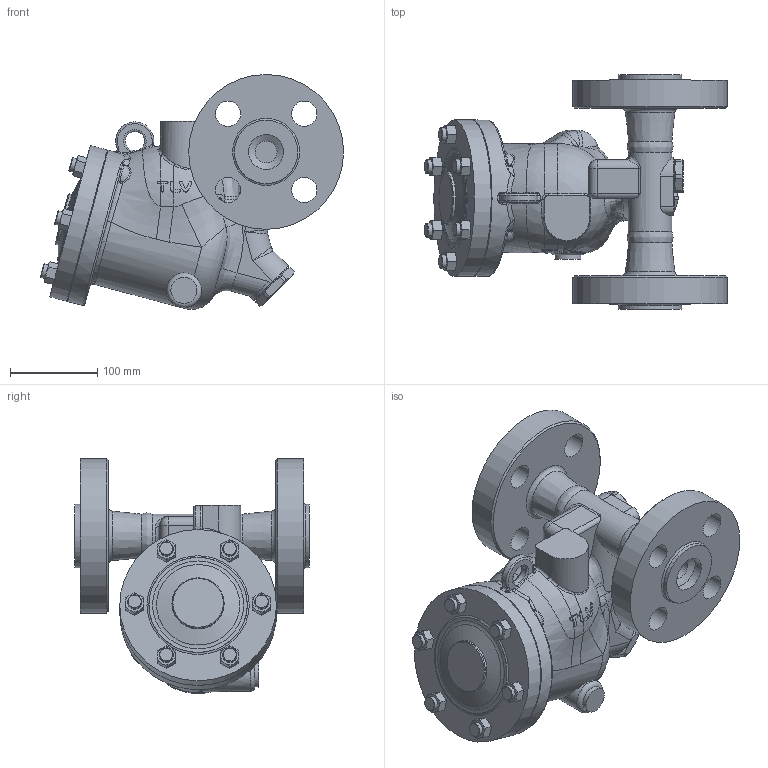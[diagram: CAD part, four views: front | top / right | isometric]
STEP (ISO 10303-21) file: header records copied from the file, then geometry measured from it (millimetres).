
FILE_DESCRIPTION((''),'2;1');
FILE_NAME('sh6nl-040-a0900-00.stp','2014-04-24T14:08:33',('nakaot'),(''),'Autodesk Inventor 2012','Autodesk Inventor 2012','');
FILE_SCHEMA(('AUTOMOTIVE_DESIGN { 1 0 10303 214 1 1 1 1 }'));
Length unit declared in the file: millimetre
Products named in the file (1): sh6nl-040-a0900-00
Bounding box: 348.42 x 270 x 270.15 mm (x, y, z)
Volume: 5908481.6 mm3; surface area: 404970.7 mm2
Topology: 1 solids, 3 shells, 430 faces, 1058 edges, 646 vertices
Faces by surface type: plane 136, cylinder 104, bspline 91, cone 66, torus 22, sphere 11
Full cylindrical faces by diameter (mm): 11.835 x6, 16 x12, 22 x1, 25 x2, 29 x8, 30 x1, 38 x1, 40 x3, 49.5 x1, 50 x1, 60 x1, 73 x2, 100 x1, 178 x2, 180 x2
Entity records: 16217 total; most frequent: CARTESIAN_POINT 7318, ORIENTED_EDGE 1888, DIRECTION 1657, EDGE_CURVE 944, AXIS2_PLACEMENT_3D 710, VERTEX_POINT 618, EDGE_LOOP 558, FACE_OUTER_BOUND 430
